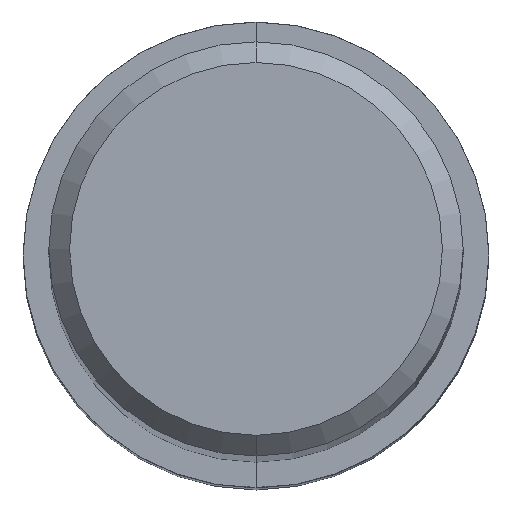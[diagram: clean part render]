
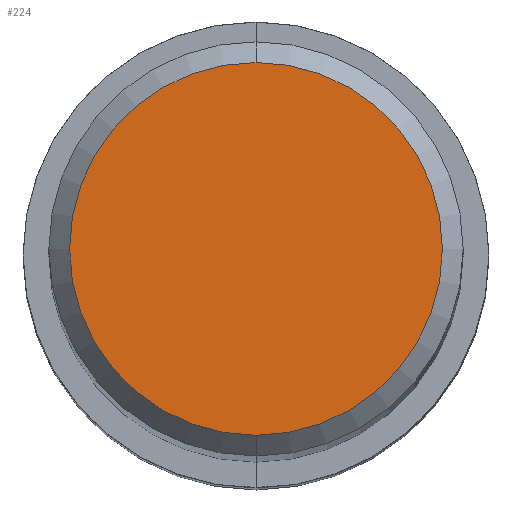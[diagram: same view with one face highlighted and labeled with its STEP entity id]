
A CAD part, top view. The second image highlights one B-rep face of the part: STEP entity #224.
In plain terms, the highlighted planar face has unit normal (0, 0, 1).
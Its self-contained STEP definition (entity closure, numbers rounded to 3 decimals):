
#180=VERTEX_POINT('',#466);
#224=ADVANCED_FACE('',(#515),#516,.T.);
#276=EDGE_CURVE('',#180,#312,#573,.T.);
#312=VERTEX_POINT('',#612);
#384=EDGE_CURVE('',#312,#180,#688,.T.);
#466=CARTESIAN_POINT('',(0.,-7.2,0.0));
#515=FACE_OUTER_BOUND('',#899,.T.);
#516=PLANE('',#900);
#573=CIRCLE('',#1022,7.2);
#612=CARTESIAN_POINT('',(0.0,7.2,0.0));
#688=CIRCLE('',#1275,7.2);
#899=EDGE_LOOP('',(#1484,#1485));
#900=AXIS2_PLACEMENT_3D('',#1486,#1487,#1488);
#1022=AXIS2_PLACEMENT_3D('',#1545,#1546,#1547);
#1275=AXIS2_PLACEMENT_3D('',#1654,#1655,#1656);
#1484=ORIENTED_EDGE('',*,*,#384,.F.);
#1485=ORIENTED_EDGE('',*,*,#276,.F.);
#1486=CARTESIAN_POINT('',(0.0,3.6,0.0));
#1487=DIRECTION('',(-0.0,0.0,1.0));
#1488=DIRECTION('',(0.0,-1.0,0.0));
#1545=CARTESIAN_POINT('',(0.0,0.0,0.0));
#1546=DIRECTION('',(0.0,0.0,-1.0));
#1547=DIRECTION('',(0.0,1.0,0.0));
#1654=CARTESIAN_POINT('',(0.0,0.0,0.0));
#1655=DIRECTION('',(0.0,0.0,-1.0));
#1656=DIRECTION('',(0.0,1.0,0.0));
